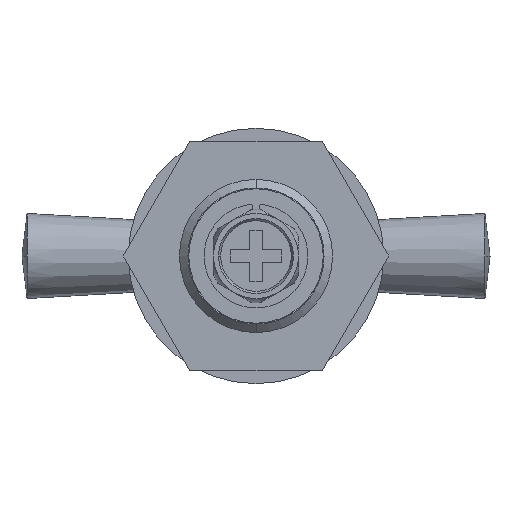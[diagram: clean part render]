
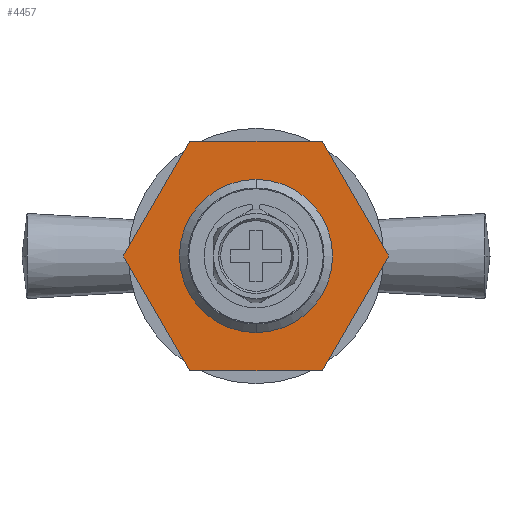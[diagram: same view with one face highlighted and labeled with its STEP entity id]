
A CAD part, left-side view. The second image highlights one B-rep face of the part: STEP entity #4457.
In plain terms, the highlighted face is planar.
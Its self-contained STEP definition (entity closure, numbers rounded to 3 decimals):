
#301 = CIRCLE ( 'NONE', #3996, 9. ) ;
#312 = CIRCLE ( 'NONE', #4032, 9. ) ;
#376 = VECTOR ( 'NONE', #2203, 1000. ) ;
#380 = VECTOR ( 'NONE', #2212, 1000. ) ;
#383 = VECTOR ( 'NONE', #2218, 1000. ) ;
#450 = EDGE_LOOP ( 'NONE', ( #1834, #1836 ) ) ;
#451 = EDGE_LOOP ( 'NONE', ( #1832, #1837, #1838, #1835, #1839, #1840 ) ) ;
#1094 = VERTEX_POINT ( 'NONE', #2785 ) ;
#1095 = VERTEX_POINT ( 'NONE', #2786 ) ;
#1096 = VERTEX_POINT ( 'NONE', #2787 ) ;
#1097 = VERTEX_POINT ( 'NONE', #2788 ) ;
#1098 = VERTEX_POINT ( 'NONE', #2789 ) ;
#1099 = VERTEX_POINT ( 'NONE', #2790 ) ;
#1832 = ORIENTED_EDGE ( 'NONE', *, *, #2695, .T. ) ;
#1834 = ORIENTED_EDGE ( 'NONE', *, *, #3552, .F. ) ;
#1835 = ORIENTED_EDGE ( 'NONE', *, *, #3548, .T. ) ;
#1836 = ORIENTED_EDGE ( 'NONE', *, *, #3951, .F. ) ;
#1837 = ORIENTED_EDGE ( 'NONE', *, *, #2698, .T. ) ;
#1838 = ORIENTED_EDGE ( 'NONE', *, *, #2700, .T. ) ;
#1839 = ORIENTED_EDGE ( 'NONE', *, *, #3550, .T. ) ;
#1840 = ORIENTED_EDGE ( 'NONE', *, *, #3551, .T. ) ;
#2201 = LINE ( 'NONE', #2202, #376 ) ;
#2202 = CARTESIAN_POINT ( 'NONE',  ( -13.5, -7.794, 3. ) ) ;
#2203 = DIRECTION ( 'NONE',  ( 0.866, -0.5, 0. ) ) ;
#2210 = LINE ( 'NONE', #2211, #380 ) ;
#2211 = CARTESIAN_POINT ( 'NONE',  ( 0., -15.588, 3. ) ) ;
#2212 = DIRECTION ( 'NONE',  ( 0.866, 0.5, 0. ) ) ;
#2216 = LINE ( 'NONE', #2217, #383 ) ;
#2217 = CARTESIAN_POINT ( 'NONE',  ( 13.5, -7.794, 3. ) ) ;
#2218 = DIRECTION ( 'NONE',  ( 0., 1., 0. ) ) ;
#2695 = EDGE_CURVE ( 'NONE', #1095, #1094, #2201, .T. ) ;
#2698 = EDGE_CURVE ( 'NONE', #1094, #1096, #2210, .T. ) ;
#2700 = EDGE_CURVE ( 'NONE', #1096, #1097, #2216, .T. ) ;
#2785 = CARTESIAN_POINT ( 'NONE',  ( 0., -15.588, 3. ) ) ;
#2786 = CARTESIAN_POINT ( 'NONE',  ( -13.5, -7.794, 3. ) ) ;
#2787 = CARTESIAN_POINT ( 'NONE',  ( 13.5, -7.794, 3. ) ) ;
#2788 = CARTESIAN_POINT ( 'NONE',  ( 13.5, 7.794, 3. ) ) ;
#2789 = CARTESIAN_POINT ( 'NONE',  ( 0., 15.588, 3. ) ) ;
#2790 = CARTESIAN_POINT ( 'NONE',  ( -13.5, 7.794, 3. ) ) ;
#3417 = CARTESIAN_POINT ( 'NONE',  ( 0., 0., 3. ) ) ;
#3421 = LINE ( 'NONE', #3422, #3995 ) ;
#3422 = CARTESIAN_POINT ( 'NONE',  ( 13.5, 7.794, 3. ) ) ;
#3423 = DIRECTION ( 'NONE',  ( -0.866, 0.5, 0. ) ) ;
#3427 = LINE ( 'NONE', #3428, #3998 ) ;
#3428 = CARTESIAN_POINT ( 'NONE',  ( 0., 15.588, 3. ) ) ;
#3429 = DIRECTION ( 'NONE',  ( -0.866, -0.5, 0. ) ) ;
#3430 = LINE ( 'NONE', #3431, #3999 ) ;
#3431 = CARTESIAN_POINT ( 'NONE',  ( -13.5, 7.794, 3. ) ) ;
#3432 = DIRECTION ( 'NONE',  ( 0., -1., 0. ) ) ;
#3433 = DIRECTION ( 'NONE',  ( 0., 0., 1. ) ) ;
#3434 = DIRECTION ( 'NONE',  ( 1., 0., 0. ) ) ;
#3548 = EDGE_CURVE ( 'NONE', #1097, #1098, #3421, .T. ) ;
#3550 = EDGE_CURVE ( 'NONE', #1098, #1099, #3427, .T. ) ;
#3551 = EDGE_CURVE ( 'NONE', #1099, #1095, #3430, .T. ) ;
#3552 = EDGE_CURVE ( 'NONE', #4403, #4402, #301, .T. ) ;
#3951 = EDGE_CURVE ( 'NONE', #4402, #4403, #312, .T. ) ;
#3995 = VECTOR ( 'NONE', #3423, 1000. ) ;
#3996 = AXIS2_PLACEMENT_3D ( 'NONE', #3417, #3433, #3434 ) ;
#3998 = VECTOR ( 'NONE', #3429, 1000. ) ;
#3999 = VECTOR ( 'NONE', #3432, 1000. ) ;
#4032 = AXIS2_PLACEMENT_3D ( 'NONE', #4508, #4509, #4510 ) ;
#4085 = FACE_BOUND ( 'NONE', #450, .T. ) ;
#4088 = FACE_OUTER_BOUND ( 'NONE', #451, .T. ) ;
#4091 = AXIS2_PLACEMENT_3D ( 'NONE', #4656, #4657, #4658 ) ;
#4402 = VERTEX_POINT ( 'NONE', #4600 ) ;
#4403 = VERTEX_POINT ( 'NONE', #4601 ) ;
#4457 = ADVANCED_FACE ( 'NONE', ( #4085, #4088 ), #4655, .T. ) ;
#4508 = CARTESIAN_POINT ( 'NONE',  ( 0., 0., 3. ) ) ;
#4509 = DIRECTION ( 'NONE',  ( 0., 0., 1. ) ) ;
#4510 = DIRECTION ( 'NONE',  ( 1., 0., 0. ) ) ;
#4600 = CARTESIAN_POINT ( 'NONE',  ( -9., 0., 3. ) ) ;
#4601 = CARTESIAN_POINT ( 'NONE',  ( 9., 0., 3. ) ) ;
#4655 = PLANE ( 'NONE',  #4091 ) ;
#4656 = CARTESIAN_POINT ( 'NONE',  ( 0., 0., 3. ) ) ;
#4657 = DIRECTION ( 'NONE',  ( 0., 0., 1. ) ) ;
#4658 = DIRECTION ( 'NONE',  ( 1., 0., 0. ) ) ;
